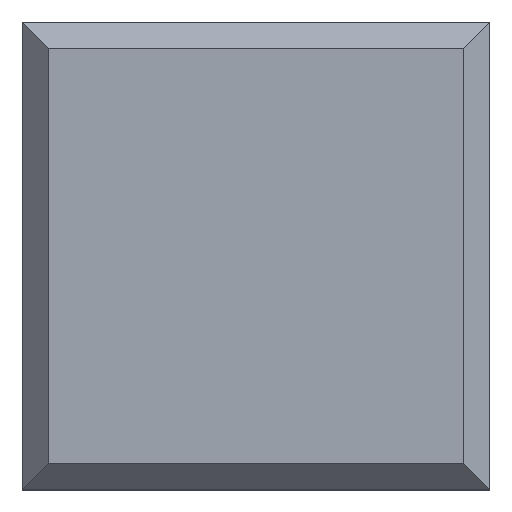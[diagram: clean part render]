
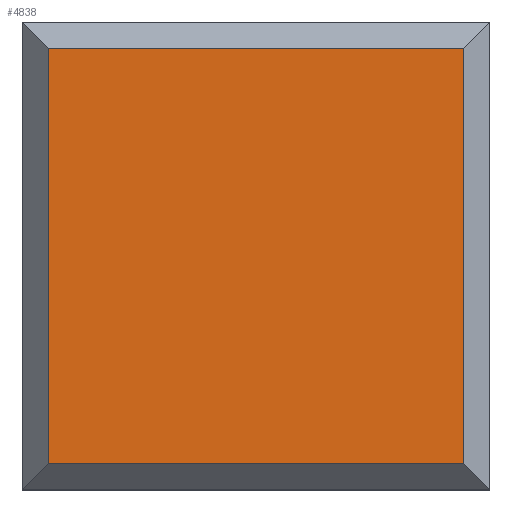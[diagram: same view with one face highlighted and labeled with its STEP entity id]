
A CAD part, top view. The second image highlights one B-rep face of the part: STEP entity #4838.
In plain terms, the highlighted planar face has unit normal (0, 0, 1).
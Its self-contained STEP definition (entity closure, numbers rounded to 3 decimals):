
#4372 = PLANE('',#4373);
#4373 = AXIS2_PLACEMENT_3D('',#4374,#4375,#4376);
#4374 = CARTESIAN_POINT('',(-8.4,-8.9,3.));
#4375 = DIRECTION('',(0.707,0.,-0.707));
#4376 = DIRECTION('',(0.,1.,0.));
#4453 = PLANE('',#4454);
#4454 = AXIS2_PLACEMENT_3D('',#4455,#4456,#4457);
#4455 = CARTESIAN_POINT('',(-8.9,-8.4,3.));
#4456 = DIRECTION('',(0.,0.707,-0.707));
#4457 = DIRECTION('',(-1.,-0.,-0.));
#4469 = VERTEX_POINT('',#4470);
#4470 = CARTESIAN_POINT('',(-7.9,-7.9,3.5));
#4493 = VERTEX_POINT('',#4494);
#4494 = CARTESIAN_POINT('',(-7.9,7.9,3.5));
#4508 = PLANE('',#4509);
#4509 = AXIS2_PLACEMENT_3D('',#4510,#4511,#4512);
#4510 = CARTESIAN_POINT('',(-8.9,8.4,3.));
#4511 = DIRECTION('',(0.,0.707,0.707));
#4512 = DIRECTION('',(-1.,-0.,-0.));
#4520 = EDGE_CURVE('',#4469,#4493,#4521,.T.);
#4521 = SURFACE_CURVE('',#4522,(#4526,#4533),.PCURVE_S1.);
#4522 = LINE('',#4523,#4524);
#4523 = CARTESIAN_POINT('',(-7.9,-8.9,3.5));
#4524 = VECTOR('',#4525,1.);
#4525 = DIRECTION('',(0.,1.,0.));
#4526 = PCURVE('',#4372,#4527);
#4527 = DEFINITIONAL_REPRESENTATION('',(#4528),#4532);
#4528 = LINE('',#4529,#4530);
#4529 = CARTESIAN_POINT('',(0.,0.707));
#4530 = VECTOR('',#4531,1.);
#4531 = DIRECTION('',(1.,0.));
#4532 = ( GEOMETRIC_REPRESENTATION_CONTEXT(2) 
PARAMETRIC_REPRESENTATION_CONTEXT() REPRESENTATION_CONTEXT('2D SPACE',''
  ) );
#4533 = PCURVE('',#4534,#4539);
#4534 = PLANE('',#4535);
#4535 = AXIS2_PLACEMENT_3D('',#4536,#4537,#4538);
#4536 = CARTESIAN_POINT('',(-8.9,-8.9,3.5));
#4537 = DIRECTION('',(0.,0.,1.));
#4538 = DIRECTION('',(1.,0.,0.));
#4539 = DEFINITIONAL_REPRESENTATION('',(#4540),#4544);
#4540 = LINE('',#4541,#4542);
#4541 = CARTESIAN_POINT('',(1.,0.));
#4542 = VECTOR('',#4543,1.);
#4543 = DIRECTION('',(0.,1.));
#4544 = ( GEOMETRIC_REPRESENTATION_CONTEXT(2) 
PARAMETRIC_REPRESENTATION_CONTEXT() REPRESENTATION_CONTEXT('2D SPACE',''
  ) );
#4778 = PLANE('',#4779);
#4779 = AXIS2_PLACEMENT_3D('',#4780,#4781,#4782);
#4780 = CARTESIAN_POINT('',(8.4,-8.9,3.));
#4781 = DIRECTION('',(0.707,0.,0.707));
#4782 = DIRECTION('',(0.,1.,0.));
#4796 = VERTEX_POINT('',#4797);
#4797 = CARTESIAN_POINT('',(7.9,-7.9,3.5));
#4818 = EDGE_CURVE('',#4469,#4796,#4819,.T.);
#4819 = SURFACE_CURVE('',#4820,(#4824,#4831),.PCURVE_S1.);
#4820 = LINE('',#4821,#4822);
#4821 = CARTESIAN_POINT('',(-8.9,-7.9,3.5));
#4822 = VECTOR('',#4823,1.);
#4823 = DIRECTION('',(1.,0.,0.));
#4824 = PCURVE('',#4453,#4825);
#4825 = DEFINITIONAL_REPRESENTATION('',(#4826),#4830);
#4826 = LINE('',#4827,#4828);
#4827 = CARTESIAN_POINT('',(-0.,0.707));
#4828 = VECTOR('',#4829,1.);
#4829 = DIRECTION('',(-1.,0.));
#4830 = ( GEOMETRIC_REPRESENTATION_CONTEXT(2) 
PARAMETRIC_REPRESENTATION_CONTEXT() REPRESENTATION_CONTEXT('2D SPACE',''
  ) );
#4831 = PCURVE('',#4534,#4832);
#4832 = DEFINITIONAL_REPRESENTATION('',(#4833),#4837);
#4833 = LINE('',#4834,#4835);
#4834 = CARTESIAN_POINT('',(0.,1.));
#4835 = VECTOR('',#4836,1.);
#4836 = DIRECTION('',(1.,0.));
#4837 = ( GEOMETRIC_REPRESENTATION_CONTEXT(2) 
PARAMETRIC_REPRESENTATION_CONTEXT() REPRESENTATION_CONTEXT('2D SPACE',''
  ) );
#4838 = ADVANCED_FACE('',(#4839),#4534,.T.);
#4839 = FACE_BOUND('',#4840,.T.);
#4840 = EDGE_LOOP('',(#4841,#4842,#4843,#4866));
#4841 = ORIENTED_EDGE('',*,*,#4520,.F.);
#4842 = ORIENTED_EDGE('',*,*,#4818,.T.);
#4843 = ORIENTED_EDGE('',*,*,#4844,.T.);
#4844 = EDGE_CURVE('',#4796,#4845,#4847,.T.);
#4845 = VERTEX_POINT('',#4846);
#4846 = CARTESIAN_POINT('',(7.9,7.9,3.5));
#4847 = SURFACE_CURVE('',#4848,(#4852,#4859),.PCURVE_S1.);
#4848 = LINE('',#4849,#4850);
#4849 = CARTESIAN_POINT('',(7.9,-8.9,3.5));
#4850 = VECTOR('',#4851,1.);
#4851 = DIRECTION('',(0.,1.,0.));
#4852 = PCURVE('',#4534,#4853);
#4853 = DEFINITIONAL_REPRESENTATION('',(#4854),#4858);
#4854 = LINE('',#4855,#4856);
#4855 = CARTESIAN_POINT('',(16.8,0.));
#4856 = VECTOR('',#4857,1.);
#4857 = DIRECTION('',(0.,1.));
#4858 = ( GEOMETRIC_REPRESENTATION_CONTEXT(2) 
PARAMETRIC_REPRESENTATION_CONTEXT() REPRESENTATION_CONTEXT('2D SPACE',''
  ) );
#4859 = PCURVE('',#4778,#4860);
#4860 = DEFINITIONAL_REPRESENTATION('',(#4861),#4865);
#4861 = LINE('',#4862,#4863);
#4862 = CARTESIAN_POINT('',(0.,0.707));
#4863 = VECTOR('',#4864,1.);
#4864 = DIRECTION('',(1.,0.));
#4865 = ( GEOMETRIC_REPRESENTATION_CONTEXT(2) 
PARAMETRIC_REPRESENTATION_CONTEXT() REPRESENTATION_CONTEXT('2D SPACE',''
  ) );
#4866 = ORIENTED_EDGE('',*,*,#4867,.F.);
#4867 = EDGE_CURVE('',#4493,#4845,#4868,.T.);
#4868 = SURFACE_CURVE('',#4869,(#4873,#4880),.PCURVE_S1.);
#4869 = LINE('',#4870,#4871);
#4870 = CARTESIAN_POINT('',(-8.9,7.9,3.5));
#4871 = VECTOR('',#4872,1.);
#4872 = DIRECTION('',(1.,0.,0.));
#4873 = PCURVE('',#4534,#4874);
#4874 = DEFINITIONAL_REPRESENTATION('',(#4875),#4879);
#4875 = LINE('',#4876,#4877);
#4876 = CARTESIAN_POINT('',(0.,16.8));
#4877 = VECTOR('',#4878,1.);
#4878 = DIRECTION('',(1.,0.));
#4879 = ( GEOMETRIC_REPRESENTATION_CONTEXT(2) 
PARAMETRIC_REPRESENTATION_CONTEXT() REPRESENTATION_CONTEXT('2D SPACE',''
  ) );
#4880 = PCURVE('',#4508,#4881);
#4881 = DEFINITIONAL_REPRESENTATION('',(#4882),#4886);
#4882 = LINE('',#4883,#4884);
#4883 = CARTESIAN_POINT('',(-0.,0.707));
#4884 = VECTOR('',#4885,1.);
#4885 = DIRECTION('',(-1.,0.));
#4886 = ( GEOMETRIC_REPRESENTATION_CONTEXT(2) 
PARAMETRIC_REPRESENTATION_CONTEXT() REPRESENTATION_CONTEXT('2D SPACE',''
  ) );
